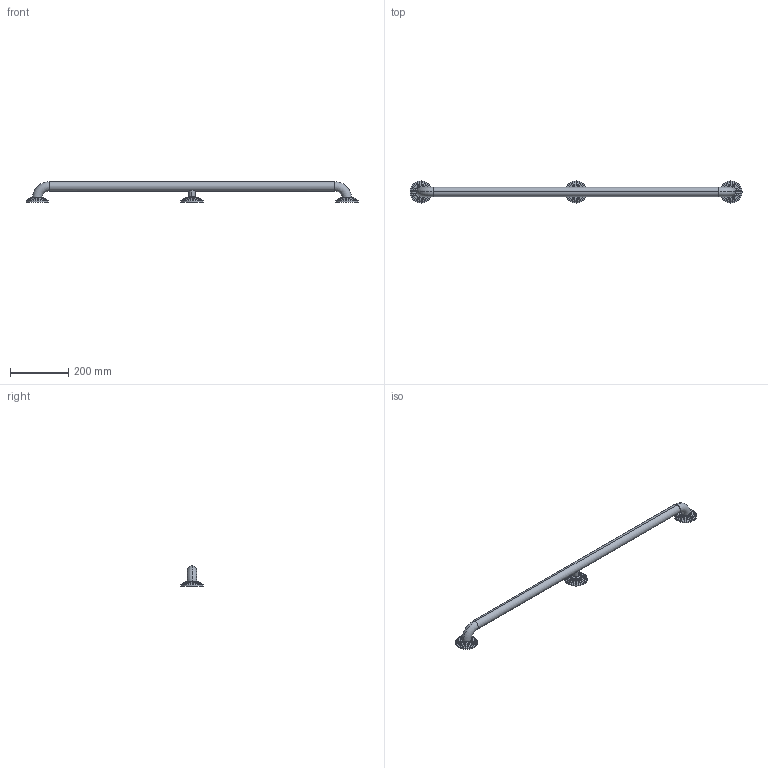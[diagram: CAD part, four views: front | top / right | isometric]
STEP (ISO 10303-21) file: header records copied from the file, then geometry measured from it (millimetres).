
FILE_DESCRIPTION((''),'2;1');
FILE_NAME('1166_SW0001','2021-07-09T14:34:32',('jinson.thomas'),(''),'CREO PARAMETRIC BY PTC INC, 2018400','CREO PARAMETRIC BY PTC INC, 2018400','');
FILE_SCHEMA(('CONFIG_CONTROL_DESIGN'));
Length unit declared in the file: inch
Products named in the file (1): 1166_SW0001
Bounding box: 1143 x 76.2 x 69.86 mm (x, y, z)
Volume: 1039780.2 mm3; surface area: 144197.3 mm2
Topology: 1 solids, 1 shells, 90 faces, 187 edges, 112 vertices
Faces by surface type: torus 40, cylinder 29, plane 16, bspline 3, cone 2
Entity records: 2931 total; most frequent: CARTESIAN_POINT 900, DIRECTION 481, ORIENTED_EDGE 374, AXIS2_PLACEMENT_3D 225, EDGE_CURVE 187, CIRCLE 138, VERTEX_POINT 112, EDGE_LOOP 103
